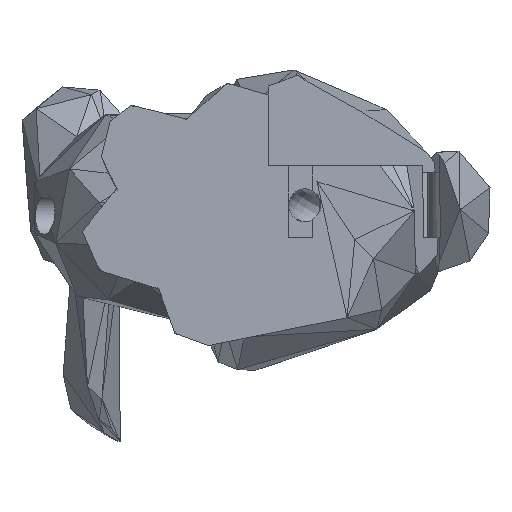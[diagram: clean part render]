
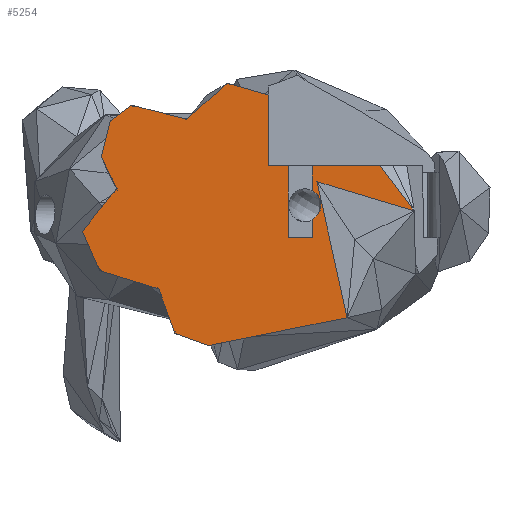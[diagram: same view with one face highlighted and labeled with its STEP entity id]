
A CAD part, front view. The second image highlights one B-rep face of the part: STEP entity #5254.
In plain terms, the highlighted planar face has unit normal (0, -1, 0).
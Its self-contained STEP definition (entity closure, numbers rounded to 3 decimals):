
#69=CIRCLE('',#5342,2.5);
#152=LINE('',#7246,#718);
#155=LINE('',#7258,#721);
#163=LINE('',#7274,#729);
#165=LINE('',#7311,#731);
#174=LINE('',#7377,#740);
#180=LINE('',#7388,#746);
#228=LINE('',#13111,#794);
#437=LINE('',#13523,#1003);
#534=LINE('',#13716,#1100);
#545=LINE('',#13737,#1111);
#547=LINE('',#13741,#1113);
#571=LINE('',#13793,#1137);
#576=LINE('',#13803,#1142);
#578=LINE('',#13808,#1144);
#581=LINE('',#13813,#1147);
#584=LINE('',#13819,#1150);
#593=LINE('',#13838,#1159);
#594=LINE('',#13841,#1160);
#596=LINE('',#13844,#1162);
#598=LINE('',#13848,#1164);
#599=LINE('',#13849,#1165);
#600=LINE('',#13850,#1166);
#718=VECTOR('',#5797,10.);
#721=VECTOR('',#5808,10.);
#729=VECTOR('',#5822,10.);
#731=VECTOR('',#5830,10.);
#740=VECTOR('',#5861,10.);
#746=VECTOR('',#5869,10.);
#794=VECTOR('',#6025,10.);
#1003=VECTOR('',#6488,8.5);
#1100=VECTOR('',#6727,8.5);
#1111=VECTOR('',#6752,8.5);
#1113=VECTOR('',#6758,8.5);
#1137=VECTOR('',#6820,8.5);
#1142=VECTOR('',#6833,8.5);
#1144=VECTOR('',#6839,8.5);
#1147=VECTOR('',#6846,8.5);
#1150=VECTOR('',#6853,8.5);
#1159=VECTOR('',#6880,8.5);
#1160=VECTOR('',#6883,8.5);
#1162=VECTOR('',#6887,8.5);
#1164=VECTOR('',#6893,8.5);
#1165=VECTOR('',#6894,8.5);
#1166=VECTOR('',#6895,8.5);
#1521=PLANE('',#5658);
#1884=FACE_OUTER_BOUND('',#2255,.T.);
#2255=EDGE_LOOP('',(#4721,#4722,#4723,#4724,#4725,#4726,#4727,#4728,#4729,
#4730,#4731,#4732,#4733,#4734,#4735,#4736,#4737,#4738,#4739,#4740,#4741,
#4742,#4743));
#2446=VERTEX_POINT('',#7243);
#2447=VERTEX_POINT('',#7245);
#2452=VERTEX_POINT('',#7257);
#2457=VERTEX_POINT('',#7273);
#2459=VERTEX_POINT('',#7289);
#2461=VERTEX_POINT('',#7310);
#2468=VERTEX_POINT('',#7376);
#2472=VERTEX_POINT('',#7386);
#2598=VERTEX_POINT('',#13109);
#2601=VERTEX_POINT('',#13129);
#2659=VERTEX_POINT('',#13426);
#2674=VERTEX_POINT('',#13521);
#2680=VERTEX_POINT('',#13558);
#2697=VERTEX_POINT('',#13696);
#2699=VERTEX_POINT('',#13715);
#2703=VERTEX_POINT('',#13747);
#2706=VERTEX_POINT('',#13769);
#2707=VERTEX_POINT('',#13773);
#2709=VERTEX_POINT('',#13784);
#2711=VERTEX_POINT('',#13791);
#2712=VERTEX_POINT('',#13801);
#2713=VERTEX_POINT('',#13807);
#2716=VERTEX_POINT('',#13840);
#2810=EDGE_CURVE('',#2447,#2446,#152,.T.);
#2816=EDGE_CURVE('',#2446,#2452,#155,.T.);
#2824=EDGE_CURVE('',#2457,#2447,#163,.T.);
#2827=EDGE_CURVE('',#2459,#2457,#69,.T.);
#2830=EDGE_CURVE('',#2461,#2459,#165,.T.);
#2844=EDGE_CURVE('',#2468,#2461,#174,.F.);
#2850=EDGE_CURVE('',#2452,#2472,#180,.F.);
#3025=EDGE_CURVE('',#2472,#2598,#228,.T.);
#3234=EDGE_CURVE('',#2674,#2598,#437,.T.);
#3331=EDGE_CURVE('',#2699,#2601,#534,.T.);
#3342=EDGE_CURVE('',#2680,#2659,#545,.T.);
#3344=EDGE_CURVE('',#2697,#2680,#547,.T.);
#3368=EDGE_CURVE('',#2711,#2674,#571,.T.);
#3373=EDGE_CURVE('',#2712,#2707,#576,.T.);
#3375=EDGE_CURVE('',#2713,#2697,#578,.T.);
#3378=EDGE_CURVE('',#2707,#2709,#581,.T.);
#3381=EDGE_CURVE('',#2706,#2713,#584,.T.);
#3390=EDGE_CURVE('',#2709,#2711,#593,.T.);
#3391=EDGE_CURVE('',#2716,#2706,#594,.T.);
#3393=EDGE_CURVE('',#2716,#2703,#596,.T.);
#3395=EDGE_CURVE('',#2712,#2703,#598,.T.);
#3396=EDGE_CURVE('',#2699,#2659,#599,.T.);
#3397=EDGE_CURVE('',#2468,#2601,#600,.T.);
#4721=ORIENTED_EDGE('',*,*,#2816,.T.);
#4722=ORIENTED_EDGE('',*,*,#2850,.T.);
#4723=ORIENTED_EDGE('',*,*,#3025,.T.);
#4724=ORIENTED_EDGE('',*,*,#3234,.F.);
#4725=ORIENTED_EDGE('',*,*,#3368,.F.);
#4726=ORIENTED_EDGE('',*,*,#3390,.F.);
#4727=ORIENTED_EDGE('',*,*,#3378,.F.);
#4728=ORIENTED_EDGE('',*,*,#3373,.F.);
#4729=ORIENTED_EDGE('',*,*,#3395,.T.);
#4730=ORIENTED_EDGE('',*,*,#3393,.F.);
#4731=ORIENTED_EDGE('',*,*,#3391,.T.);
#4732=ORIENTED_EDGE('',*,*,#3381,.T.);
#4733=ORIENTED_EDGE('',*,*,#3375,.T.);
#4734=ORIENTED_EDGE('',*,*,#3344,.T.);
#4735=ORIENTED_EDGE('',*,*,#3342,.T.);
#4736=ORIENTED_EDGE('',*,*,#3396,.F.);
#4737=ORIENTED_EDGE('',*,*,#3331,.T.);
#4738=ORIENTED_EDGE('',*,*,#3397,.F.);
#4739=ORIENTED_EDGE('',*,*,#2844,.T.);
#4740=ORIENTED_EDGE('',*,*,#2830,.T.);
#4741=ORIENTED_EDGE('',*,*,#2827,.T.);
#4742=ORIENTED_EDGE('',*,*,#2824,.T.);
#4743=ORIENTED_EDGE('',*,*,#2810,.T.);
#5254=ADVANCED_FACE('',(#1884),#1521,.T.);
#5342=AXIS2_PLACEMENT_3D('',#7290,#5826,#5827);
#5658=AXIS2_PLACEMENT_3D('',#13847,#6891,#6892);
#5797=DIRECTION('',(-1.,0.,0.));
#5808=DIRECTION('',(0.,0.,1.));
#5822=DIRECTION('',(0.,0.,-1.));
#5826=DIRECTION('center_axis',(0.,1.,0.));
#5827=DIRECTION('ref_axis',(-1.,0.,0.));
#5830=DIRECTION('',(0.,0.,-1.));
#5861=DIRECTION('',(1.,0.,0.));
#5869=DIRECTION('',(1.,0.,0.));
#6025=DIRECTION('',(0.,0.,1.));
#6488=DIRECTION('',(0.961,0.,-0.277));
#6727=DIRECTION('',(0.957,0.,-0.289));
#6752=DIRECTION('',(0.98,0.,0.198));
#6758=DIRECTION('',(0.941,0.,-0.338));
#6820=DIRECTION('',(0.747,0.,0.665));
#6833=DIRECTION('',(0.239,0.,0.971));
#6839=DIRECTION('',(0.34,0.,-0.94));
#6846=DIRECTION('',(0.805,0.,0.593));
#6853=DIRECTION('',(0.956,0.,-0.294));
#6880=DIRECTION('',(0.968,0.,-0.25));
#6883=DIRECTION('',(0.396,0.,-0.918));
#6887=DIRECTION('',(0.624,0.,0.781));
#6891=DIRECTION('center_axis',(0.,-1.,0.));
#6892=DIRECTION('ref_axis',(-1.,0.,0.));
#6893=DIRECTION('',(0.436,0.,-0.9));
#6894=DIRECTION('',(0.216,0.,-0.976));
#6895=DIRECTION('',(0.605,0.,-0.796));
#7243=CARTESIAN_POINT('',(3.198,-34.804,44.));
#7245=CARTESIAN_POINT('',(6.896,-34.804,44.));
#7246=CARTESIAN_POINT('',(-4.616,-34.804,44.));
#7257=CARTESIAN_POINT('',(3.198,-34.804,55.));
#7258=CARTESIAN_POINT('',(3.198,-34.804,44.491));
#7273=CARTESIAN_POINT('',(6.896,-34.804,46.806));
#7274=CARTESIAN_POINT('',(6.896,-34.804,44.));
#7289=CARTESIAN_POINT('',(6.896,-34.804,51.194));
#7290=CARTESIAN_POINT('Origin',(5.698,-34.804,49.));
#7310=CARTESIAN_POINT('',(6.896,-34.804,55.));
#7311=CARTESIAN_POINT('',(6.896,-34.804,44.));
#7376=CARTESIAN_POINT('',(17.184,-34.804,55.));
#7377=CARTESIAN_POINT('',(-2.517,-34.804,55.));
#7386=CARTESIAN_POINT('',(0.198,-34.804,55.));
#7388=CARTESIAN_POINT('',(-2.517,-34.804,55.));
#13109=CARTESIAN_POINT('',(0.198,-34.804,65.779));
#13111=CARTESIAN_POINT('',(0.198,-34.804,49.491));
#13129=CARTESIAN_POINT('',(22.45,-34.804,48.065));
#13426=CARTESIAN_POINT('',(12.197,-34.804,31.778));
#13521=CARTESIAN_POINT('',(-6.113,-34.804,67.596));
#13523=CARTESIAN_POINT('',(-6.113,-34.804,67.596));
#13558=CARTESIAN_POINT('',(-8.962,-34.804,27.5));
#13696=CARTESIAN_POINT('',(-14.106,-34.804,29.348));
#13715=CARTESIAN_POINT('',(7.593,-34.804,52.553));
#13716=CARTESIAN_POINT('',(7.593,-34.804,52.553));
#13737=CARTESIAN_POINT('',(-8.962,-34.804,27.5));
#13741=CARTESIAN_POINT('',(-14.106,-34.804,29.348));
#13747=CARTESIAN_POINT('',(-23.012,-34.804,51.517));
#13769=CARTESIAN_POINT('',(-25.633,-34.804,38.964));
#13773=CARTESIAN_POINT('',(-24.006,-34.804,61.822));
#13784=CARTESIAN_POINT('',(-20.71,-34.804,64.247));
#13791=CARTESIAN_POINT('',(-12.311,-34.804,62.078));
#13793=CARTESIAN_POINT('',(-12.311,-34.804,62.078));
#13801=CARTESIAN_POINT('',(-25.352,-34.804,56.346));
#13803=CARTESIAN_POINT('',(-25.352,-34.804,56.346));
#13807=CARTESIAN_POINT('',(-16.574,-34.804,36.173));
#13808=CARTESIAN_POINT('',(-16.574,-34.804,36.173));
#13813=CARTESIAN_POINT('',(-24.006,-34.804,61.822));
#13819=CARTESIAN_POINT('',(-25.633,-34.804,38.964));
#13838=CARTESIAN_POINT('',(-20.71,-34.804,64.247));
#13840=CARTESIAN_POINT('',(-28.232,-34.804,44.983));
#13841=CARTESIAN_POINT('',(-28.232,-34.804,44.983));
#13844=CARTESIAN_POINT('',(-28.232,-34.804,44.983));
#13847=CARTESIAN_POINT('Origin',(-28.232,-34.804,44.983));
#13848=CARTESIAN_POINT('',(-25.352,-34.804,56.346));
#13849=CARTESIAN_POINT('',(7.593,-34.804,52.553));
#13850=CARTESIAN_POINT('',(10.957,-34.804,63.202));
